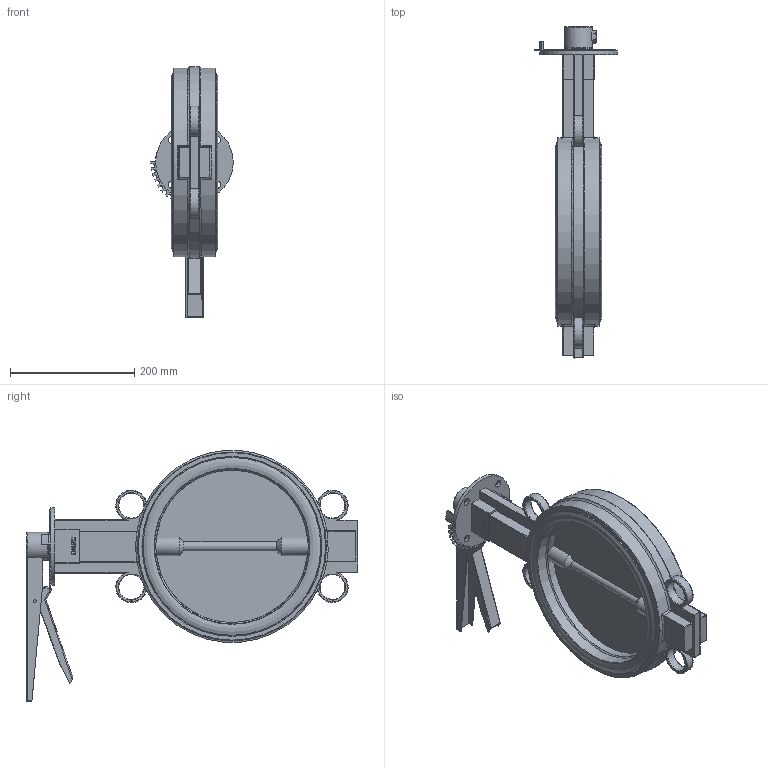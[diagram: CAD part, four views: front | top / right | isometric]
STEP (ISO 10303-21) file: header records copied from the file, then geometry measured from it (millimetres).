
FILE_DESCRIPTION(/* description */ (''),/* implementation_level */ '2;1');
FILE_NAME(/* name */ 'DN250_3D_STEP.stp',/* time_stamp */ '2023-12-26T16:48:25+03:00',/* author */ ('igorr'),/* organization */ (''),/* preprocessor_version */ 'ST-DEVELOPER v19.2',/* originating_system */ 'Autodesk Inventor 2023',/* authorisation */ '');
FILE_SCHEMA (('AUTOMOTIVE_DESIGN { 1 0 10303 214 3 1 1 }'));
Length unit declared in the file: millimetre
Products named in the file (9): Сборка2; Сборка; Деталь1; Деталь2; Сборка1; Деталь3; Деталь4; Деталь5; AS 1110 - M12 x 30
Assembly tree (8 placements, depth 3):
  Сборка2
    Сборка
      Деталь1
      Деталь2
    Сборка1
      Деталь3
      Деталь4
      Деталь5
      AS 1110 - M12 x 30
Bounding box: 133 x 535.01 x 404.44 mm (x, y, z)
Volume: 2788950.8 mm3; surface area: 569837.9 mm2
Topology: 6 solids, 6 shells, 534 faces, 1422 edges, 894 vertices
Faces by surface type: plane 227, cylinder 191, bspline 55, torus 38, cone 15, sphere 8
Full cylindrical faces by diameter (mm): 3 x1, 5 x5, 10 x2, 12 x5, 18 x1, 40 x4, 45 x1, 125 x1, 245.579 x1, 250 x2, 287.708 x2, 290 x2, 304 x2
Entity records: 19136 total; most frequent: CARTESIAN_POINT 5134, ORIENTED_EDGE 2816, DIRECTION 2698, EDGE_CURVE 1408, AXIS2_PLACEMENT_3D 971, VERTEX_POINT 894, LINE 756, VECTOR 756
